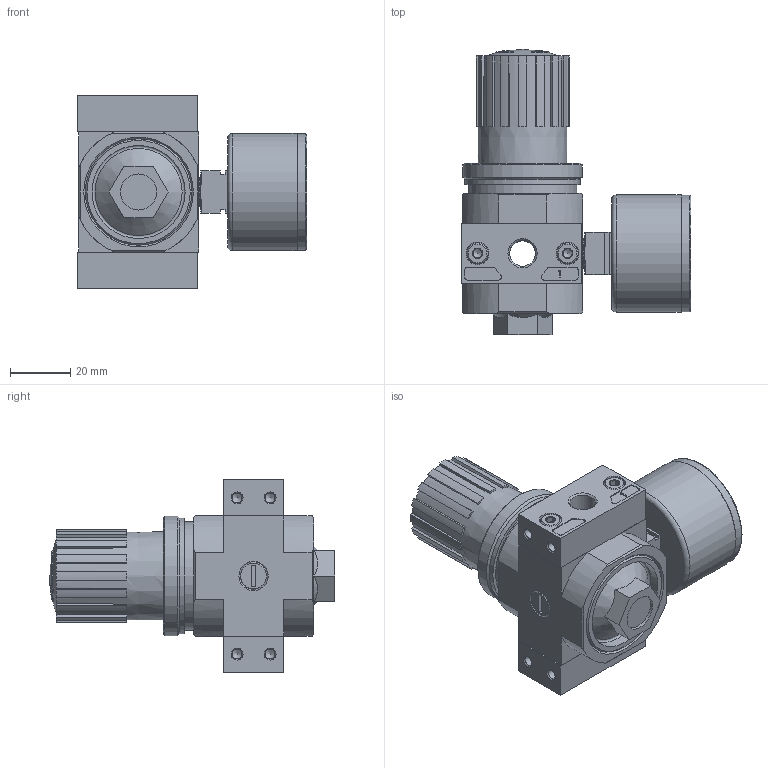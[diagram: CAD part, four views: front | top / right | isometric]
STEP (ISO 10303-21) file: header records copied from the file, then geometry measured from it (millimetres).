
FILE_DESCRIPTION(/* description */ ('STEP AP214'),/* implementation_level */ '2;1');
FILE_NAME(/* name */ '192299_LR-1_8-D-7-I-MINI',/* time_stamp */ '2024-09-02T10:18:32+02:00',/* author */ ('License CC BY-ND 4.0'),/* organization */ ('CADENAS'),/* preprocessor_version */ 'ST-DEVELOPER v19.3',/* originating_system */ 'PARTsolutions',/* authorisation */ ' ');
FILE_SCHEMA (('AUTOMOTIVE_DESIGN {1 0 10303 214 3 1 1}'));
Length unit declared in the file: millimetre
Products named in the file (8): 192299 LR-1/8-D-7-I-MINI-(0); 395466 LR-...-D-7-I-MINI--(0); 398011 LRVS-D-MINI; 380287 PBL-1/8-D-MINI-R---(0) p1; DIN-912 - M4x16(F); 380285 PBL-1/8-D-MINI-L---(1) p1; 8003636 PAGN-40-10-G18; 373845 LR-MINI
Assembly tree (10 placements, depth 2):
  192299 LR-1/8-D-7-I-MINI-(0)
    395466 LR-...-D-7-I-MINI--(0)
    398011 LRVS-D-MINI
    380287 PBL-1/8-D-MINI-R---(0) p1
    DIN-912 - M4x16(F)  x4
    380285 PBL-1/8-D-MINI-L---(1) p1
    8003636 PAGN-40-10-G18
    373845 LR-MINI
Bounding box: 76.4 x 95 x 64 mm (x, y, z)
Volume: 142733.3 mm3; surface area: 36583.9 mm2
Topology: 10 solids, 10 shells, 461 faces, 1080 edges, 676 vertices
Faces by surface type: plane 261, cylinder 100, cone 87, torus 8, sphere 5
Full cylindrical faces by diameter (mm): 3.242 x8, 4 x4, 4.3 x1, 6.2 x1, 6.9 x1, 7 x4, 8.2 x1, 8.4 x1, 8.566 x4, 9.728 x2, 11 x1, 12 x1, 12.2 x2, 15.7 x1, 15.8 x1, 24.9 x1, 26.9 x1, 31 x1, 33.9 x1, 34.376 x1, 36 x1, 38.5 x1, 38.7 x1, 39 x1, 39.8 x1
Entity records: 12186 total; most frequent: CARTESIAN_POINT 1975, DIRECTION 1902, ORIENTED_EDGE 1624, EDGE_CURVE 812, AXIS2_PLACEMENT_3D 748, VERTEX_POINT 587, FACE_BOUND 535, EDGE_LOOP 526
